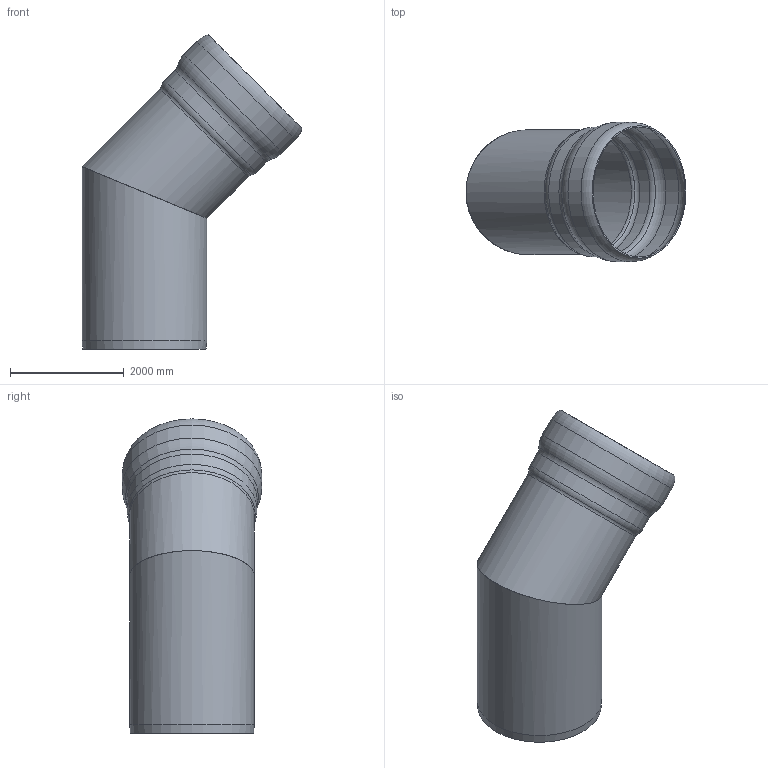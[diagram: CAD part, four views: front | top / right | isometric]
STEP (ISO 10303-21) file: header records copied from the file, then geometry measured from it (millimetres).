
FILE_DESCRIPTION(/* description */ (''),/* implementation_level */ '2;1');
FILE_NAME(/* name */ '5.320.200C_3D.stp',/* time_stamp */ '2024-12-11T11:52:54+01:00',/* author */ ('CAD'),/* organization */ (''),/* preprocessor_version */ 'ST-DEVELOPER v20',/* originating_system */ 'AutoCAD Mechanical',/* authorisation */ '');
FILE_SCHEMA (('AUTOMOTIVE_DESIGN { 1 0 10303 214 3 1 1 }'));
Length unit declared in the file: centimetre
Products named in the file (1): Product
Bounding box: 3862.36 x 2450 x 5517.36 mm (x, y, z)
Volume: 768878290 mm3; surface area: 77489470.7 mm2
Topology: 2 solids, 2 shells, 24 faces, 55 edges, 36 vertices
Faces by surface type: torus 10, cylinder 8, plane 4, cone 2
Full cylindrical faces by diameter (mm): 2150 x2, 2190 x2, 2240 x1, 2280 x1, 2410 x1, 2450 x1
Entity records: 735 total; most frequent: DIRECTION 149, CARTESIAN_POINT 116, ORIENTED_EDGE 108, AXIS2_PLACEMENT_3D 69, EDGE_CURVE 54, CIRCLE 40, VERTEX_POINT 34, EDGE_LOOP 28
